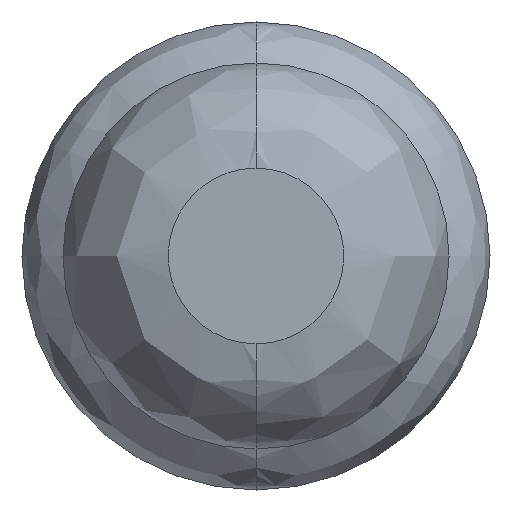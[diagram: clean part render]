
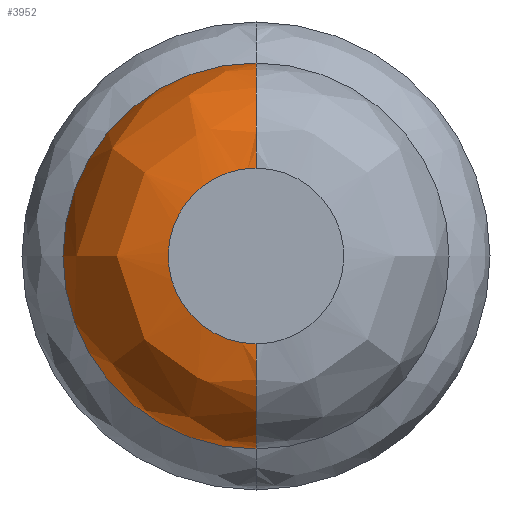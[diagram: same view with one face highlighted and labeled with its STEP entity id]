
A CAD part, front view. The second image highlights one B-rep face of the part: STEP entity #3952.
In plain terms, the highlighted free-form (B-spline) face has degree [3, 3] with [4, 4] control points.
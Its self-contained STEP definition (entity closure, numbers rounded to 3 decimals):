
#263 = CARTESIAN_POINT ( 'NONE',  ( 0., -27.4, -0.375 ) ) ;
#316 = CARTESIAN_POINT ( 'NONE',  ( 0., -26.95, -0.825 ) ) ;
#343 = CARTESIAN_POINT ( 'NONE',  ( -1.65, -26.95, 0.825 ) ) ;
#357 = CARTESIAN_POINT ( 'NONE',  ( -1.65, -27.214, 0.825 ) ) ;
#546 = ORIENTED_EDGE ( 'NONE', *, *, #4432, .T. ) ;
#621 = VERTEX_POINT ( 'NONE', #3056 ) ;
#651 = CARTESIAN_POINT ( 'NONE',  ( 0., -26.95, 0. ) ) ;
#661 = DIRECTION ( 'NONE',  ( 0., 0., 1. ) ) ;
#712 = CARTESIAN_POINT ( 'NONE',  ( -0.75, -27.4, 0.375 ) ) ;
#766 = EDGE_CURVE ( 'NONE', #1729, #621, #1061, .T. ) ;
#769 = ORIENTED_EDGE ( 'NONE', *, *, #3440, .T. ) ;
#826 = CARTESIAN_POINT ( 'NONE',  ( 0., -27.4, -0.375 ) ) ;
#842 = ORIENTED_EDGE ( 'NONE', *, *, #766, .F. ) ;
#1054 =( BOUNDED_SURFACE ( )  B_SPLINE_SURFACE ( 3, 3, ( 
 ( #316, #2771, #343, #1788 ),
 ( #3153, #2130, #357, #4189 ),
 ( #3465, #2418, #4236, #1434 ),
 ( #2828, #1421, #712, #2786 ) ),
 .UNSPECIFIED., .F., .F., .F. ) 
 B_SPLINE_SURFACE_WITH_KNOTS ( ( 4, 4 ),
 ( 4, 4 ),
 ( 0., 1. ),
 ( 0., 1. ),
 .UNSPECIFIED. ) 
 GEOMETRIC_REPRESENTATION_ITEM ( )  RATIONAL_B_SPLINE_SURFACE ( (
 ( 1., 0.333, 0.333, 1.),
 ( 0.805, 0.268, 0.268, 0.805),
 ( 0.805, 0.268, 0.268, 0.805),
 ( 1., 0.333, 0.333, 1.) ) ) 
 REPRESENTATION_ITEM ( '' )  SURFACE ( )  );
#1061 = CIRCLE ( 'NONE', #1355, 0.825 ) ;
#1294 = DIRECTION ( 'NONE',  ( 1., 0., 0. ) ) ;
#1308 = EDGE_CURVE ( 'NONE', #621, #3323, #4539, .T. ) ;
#1352 = DIRECTION ( 'NONE',  ( 0., 0., -1. ) ) ;
#1355 = AXIS2_PLACEMENT_3D ( 'NONE', #651, #2791, #4213 ) ;
#1363 = CARTESIAN_POINT ( 'NONE',  ( 0., -26.95, 0.375 ) ) ;
#1421 = CARTESIAN_POINT ( 'NONE',  ( -0.75, -27.4, -0.375 ) ) ;
#1434 = CARTESIAN_POINT ( 'NONE',  ( 0., -27.4, 0.639 ) ) ;
#1729 = VERTEX_POINT ( 'NONE', #4005 ) ;
#1788 = CARTESIAN_POINT ( 'NONE',  ( 0., -26.95, 0.825 ) ) ;
#1825 = FACE_OUTER_BOUND ( 'NONE', #1852, .T. ) ;
#1852 = EDGE_LOOP ( 'NONE', ( #842, #769, #546, #3134 ) ) ;
#1933 =( BOUNDED_CURVE ( )  B_SPLINE_CURVE ( 3, ( #263, #2032, #3404, #3776 ),
 .UNSPECIFIED., .F., .F. ) 
 B_SPLINE_CURVE_WITH_KNOTS ( ( 4, 4 ),
 ( 0., 1. ),
 .UNSPECIFIED. ) 
 CURVE ( )  GEOMETRIC_REPRESENTATION_ITEM ( )  RATIONAL_B_SPLINE_CURVE ( ( 1., 0.333, 0.333, 1. ) ) 
 REPRESENTATION_ITEM ( '' )  );
#2032 = CARTESIAN_POINT ( 'NONE',  ( -0.75, -27.4, -0.375 ) ) ;
#2113 = CARTESIAN_POINT ( 'NONE',  ( 0., -26.95, -0.375 ) ) ;
#2130 = CARTESIAN_POINT ( 'NONE',  ( -1.65, -27.214, -0.825 ) ) ;
#2418 = CARTESIAN_POINT ( 'NONE',  ( -1.277, -27.4, -0.639 ) ) ;
#2447 = CARTESIAN_POINT ( 'NONE',  ( 0., -27.4, 0.375 ) ) ;
#2553 = CIRCLE ( 'NONE', #4022, 0.45 ) ;
#2659 = VERTEX_POINT ( 'NONE', #826 ) ;
#2771 = CARTESIAN_POINT ( 'NONE',  ( -1.65, -26.95, -0.825 ) ) ;
#2786 = CARTESIAN_POINT ( 'NONE',  ( 0., -27.4, 0.375 ) ) ;
#2791 = DIRECTION ( 'NONE',  ( 0., 1., 0. ) ) ;
#2828 = CARTESIAN_POINT ( 'NONE',  ( 0., -27.4, -0.375 ) ) ;
#3056 = CARTESIAN_POINT ( 'NONE',  ( 0., -26.95, 0.825 ) ) ;
#3108 = DIRECTION ( 'NONE',  ( -1., 0., 0. ) ) ;
#3134 = ORIENTED_EDGE ( 'NONE', *, *, #1308, .F. ) ;
#3153 = CARTESIAN_POINT ( 'NONE',  ( 0., -27.214, -0.825 ) ) ;
#3220 = AXIS2_PLACEMENT_3D ( 'NONE', #1363, #1294, #661 ) ;
#3323 = VERTEX_POINT ( 'NONE', #2447 ) ;
#3404 = CARTESIAN_POINT ( 'NONE',  ( -0.75, -27.4, 0.375 ) ) ;
#3440 = EDGE_CURVE ( 'NONE', #1729, #2659, #2553, .T. ) ;
#3465 = CARTESIAN_POINT ( 'NONE',  ( 0., -27.4, -0.639 ) ) ;
#3776 = CARTESIAN_POINT ( 'NONE',  ( 0., -27.4, 0.375 ) ) ;
#3952 = ADVANCED_FACE ( 'Defeature ausgef�hrt1_38', ( #1825 ), #1054, .T. ) ;
#4005 = CARTESIAN_POINT ( 'NONE',  ( 0., -26.95, -0.825 ) ) ;
#4022 = AXIS2_PLACEMENT_3D ( 'NONE', #2113, #3108, #1352 ) ;
#4189 = CARTESIAN_POINT ( 'NONE',  ( 0., -27.214, 0.825 ) ) ;
#4213 = DIRECTION ( 'NONE',  ( 0., 0., 1. ) ) ;
#4236 = CARTESIAN_POINT ( 'NONE',  ( -1.277, -27.4, 0.639 ) ) ;
#4432 = EDGE_CURVE ( 'NONE', #2659, #3323, #1933, .T. ) ;
#4539 = CIRCLE ( 'NONE', #3220, 0.45 ) ;
